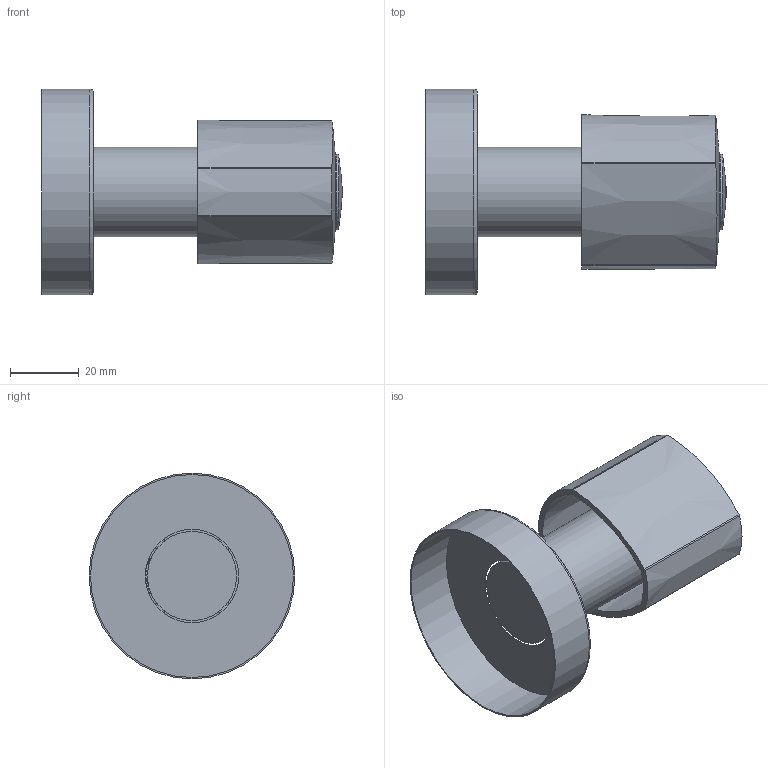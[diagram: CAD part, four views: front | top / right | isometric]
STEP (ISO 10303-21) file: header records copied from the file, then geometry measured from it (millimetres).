
FILE_DESCRIPTION (( 'STEP AP203' ), '1' );
FILE_NAME ('70FP12753.STEP', '2025-10-28T07:55:21', ( '' ), ( '' ), 'SwSTEP 2.0', 'SolidWorks 2021', '' );
FILE_SCHEMA (( 'CONFIG_CONTROL_DESIGN' ));
Length unit declared in the file: millimetre
Products named in the file (1): 70FP12753
Bounding box: 87.55 x 60 x 60 mm (x, y, z)
Volume: 45757 mm3; surface area: 31831.8 mm2
Topology: 6 solids, 6 shells, 430 faces, 1158 edges, 761 vertices
Faces by surface type: plane 216, cylinder 91, cone 66, bspline 28, torus 25, sphere 4
Full cylindrical faces by diameter (mm): 4.5 x1, 6.8 x1, 8 x1, 9 x1, 11 x2, 12.45 x1, 20 x2, 22 x3, 23 x3, 26 x1, 59.2 x1, 60 x1
Entity records: 15305 total; most frequent: CARTESIAN_POINT 4983, ORIENTED_EDGE 2230, DIRECTION 1942, EDGE_CURVE 1115, VERTEX_POINT 750, AXIS2_PLACEMENT_3D 687, VECTOR 568, LINE 568
